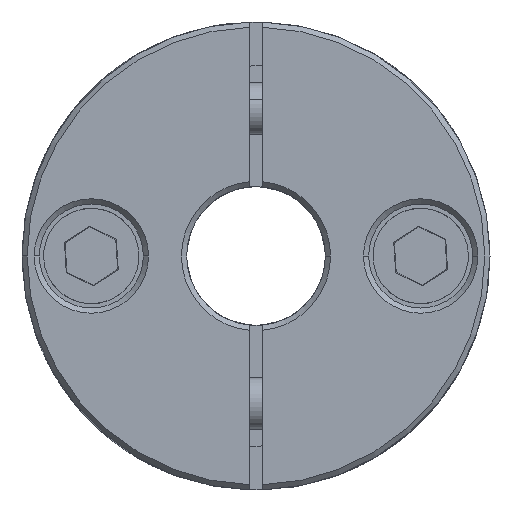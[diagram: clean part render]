
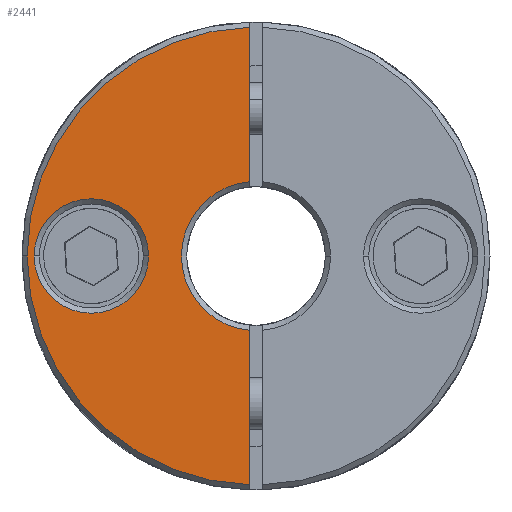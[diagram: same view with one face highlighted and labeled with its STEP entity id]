
A CAD part, front view. The second image highlights one B-rep face of the part: STEP entity #2441.
In plain terms, the highlighted face is planar.
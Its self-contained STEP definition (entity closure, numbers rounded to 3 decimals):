
#341=PLANE('',#2641);
#457=VECTOR('',#3169,1.);
#458=VECTOR('',#3172,1.);
#608=LINE('',#4268,#457);
#609=LINE('',#4272,#458);
#760=VERTEX_POINT('',#4031);
#761=VERTEX_POINT('',#4033);
#780=VERTEX_POINT('',#4107);
#781=VERTEX_POINT('',#4108);
#812=VERTEX_POINT('',#4267);
#813=VERTEX_POINT('',#4269);
#814=VERTEX_POINT('',#4271);
#922=CIRCLE('',#2598,3.3);
#931=CIRCLE('',#2614,13.2);
#952=CIRCLE('',#2642,3.3);
#953=CIRCLE('',#2643,13.2);
#954=CIRCLE('',#2644,4.3);
#1148=EDGE_CURVE('',#761,#760,#922,.T.);
#1174=EDGE_CURVE('',#780,#781,#931,.T.);
#1220=EDGE_CURVE('',#760,#761,#952,.T.);
#1221=EDGE_CURVE('',#812,#780,#953,.T.);
#1222=EDGE_CURVE('',#781,#813,#608,.T.);
#1223=EDGE_CURVE('',#813,#814,#954,.T.);
#1224=EDGE_CURVE('',#814,#812,#609,.T.);
#1614=ORIENTED_EDGE('',*,*,#1148,.T.);
#1615=ORIENTED_EDGE('',*,*,#1220,.T.);
#1616=ORIENTED_EDGE('',*,*,#1221,.T.);
#1617=ORIENTED_EDGE('',*,*,#1174,.T.);
#1618=ORIENTED_EDGE('',*,*,#1222,.T.);
#1619=ORIENTED_EDGE('',*,*,#1223,.T.);
#1620=ORIENTED_EDGE('',*,*,#1224,.T.);
#2116=EDGE_LOOP('',(#1614,#1615));
#2117=EDGE_LOOP('',(#1616,#1617,#1618,#1619,#1620));
#2281=FACE_BOUND('',#2116,.T.);
#2282=FACE_BOUND('',#2117,.T.);
#2441=ADVANCED_FACE('',(#2281,#2282),#341,.T.);
#2598=AXIS2_PLACEMENT_3D('',#4032,#3044,#3045);
#2614=AXIS2_PLACEMENT_3D('',#4106,#3089,#3090);
#2641=AXIS2_PLACEMENT_3D('',#4264,#3164,$);
#2642=AXIS2_PLACEMENT_3D('',#4265,#3165,#3166);
#2643=AXIS2_PLACEMENT_3D('',#4266,#3167,#3168);
#2644=AXIS2_PLACEMENT_3D('',#4270,#3170,#3171);
#3044=DIRECTION('',(0.,-1.,0.));
#3045=DIRECTION('',(0.,0.,3.3));
#3089=DIRECTION('',(0.,1.,0.));
#3090=DIRECTION('',(0.,0.,13.2));
#3164=DIRECTION('',(0.,1.,0.));
#3165=DIRECTION('',(0.,-1.,0.));
#3166=DIRECTION('',(0.,0.,3.3));
#3167=DIRECTION('',(0.,1.,0.));
#3168=DIRECTION('',(0.,0.,13.2));
#3169=DIRECTION('',(1.,0.,0.));
#3170=DIRECTION('',(0.,-1.,0.));
#3171=DIRECTION('',(0.,0.,4.3));
#3172=DIRECTION('',(1.,0.,0.));
#4031=CARTESIAN_POINT('',(0.,5.5,-12.8));
#4032=CARTESIAN_POINT('',(0.,5.5,-9.5));
#4033=CARTESIAN_POINT('',(0.,5.5,-6.2));
#4106=CARTESIAN_POINT('',(0.,5.5,0.));
#4107=CARTESIAN_POINT('',(0.,5.5,-13.2));
#4108=CARTESIAN_POINT('',(-13.195,5.5,-0.35));
#4264=CARTESIAN_POINT('',(0.,5.5,0.));
#4265=CARTESIAN_POINT('',(0.,5.5,-9.5));
#4266=CARTESIAN_POINT('',(0.,5.5,0.));
#4267=CARTESIAN_POINT('',(13.195,5.5,-0.35));
#4268=CARTESIAN_POINT('',(-13.195,5.5,-0.35));
#4269=CARTESIAN_POINT('',(-4.286,5.5,-0.35));
#4270=CARTESIAN_POINT('',(0.,5.5,0.));
#4271=CARTESIAN_POINT('',(4.286,5.5,-0.35));
#4272=CARTESIAN_POINT('',(4.286,5.5,-0.35));
